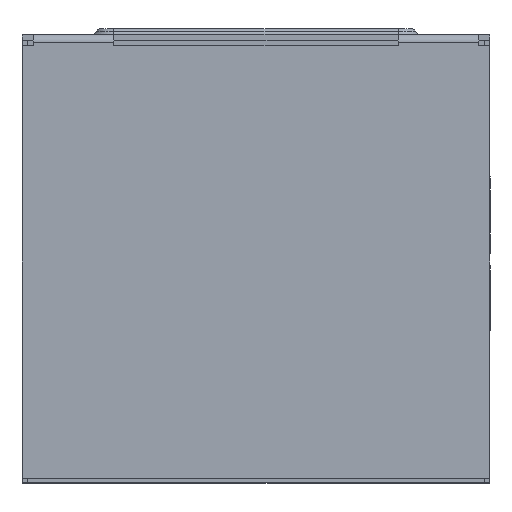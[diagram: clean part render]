
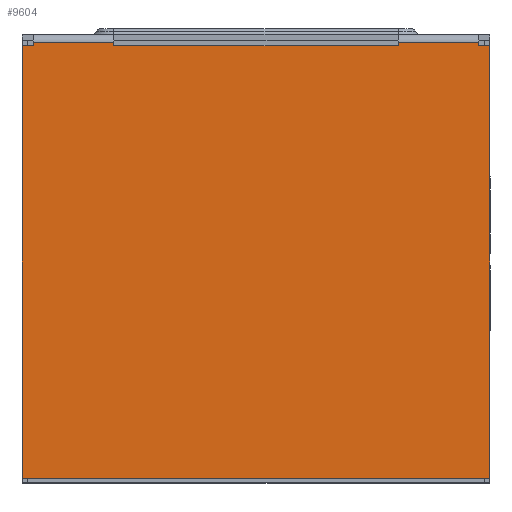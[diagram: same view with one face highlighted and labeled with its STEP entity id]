
A CAD part, top view. The second image highlights one B-rep face of the part: STEP entity #9604.
In plain terms, the highlighted planar face has unit normal (0, 0, 1).
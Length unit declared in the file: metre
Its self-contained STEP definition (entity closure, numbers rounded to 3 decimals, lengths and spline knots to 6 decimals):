
#839=LINE('',#17529,#1795);
#841=LINE('',#17538,#1797);
#852=LINE('',#17559,#1808);
#853=LINE('',#17561,#1809);
#854=LINE('',#17563,#1810);
#855=LINE('',#17565,#1811);
#856=LINE('',#17567,#1812);
#857=LINE('',#17569,#1813);
#858=LINE('',#17571,#1814);
#859=LINE('',#17573,#1815);
#860=LINE('',#17574,#1816);
#861=LINE('',#17576,#1817);
#1795=VECTOR('',#14647,1.);
#1797=VECTOR('',#14655,1.);
#1808=VECTOR('',#14670,1.);
#1809=VECTOR('',#14671,1.);
#1810=VECTOR('',#14672,1.);
#1811=VECTOR('',#14673,1.);
#1812=VECTOR('',#14674,1.);
#1813=VECTOR('',#14675,1.);
#1814=VECTOR('',#14676,1.);
#1815=VECTOR('',#14677,1.);
#1816=VECTOR('',#14678,1.);
#1817=VECTOR('',#14679,1.);
#3677=ORIENTED_EDGE('',*,*,#5684,.T.);
#3678=ORIENTED_EDGE('',*,*,#5673,.T.);
#3679=ORIENTED_EDGE('',*,*,#5685,.T.);
#3680=ORIENTED_EDGE('',*,*,#5686,.T.);
#3681=ORIENTED_EDGE('',*,*,#5687,.T.);
#3682=ORIENTED_EDGE('',*,*,#5688,.T.);
#3683=ORIENTED_EDGE('',*,*,#5689,.T.);
#3684=ORIENTED_EDGE('',*,*,#5690,.T.);
#3685=ORIENTED_EDGE('',*,*,#5691,.T.);
#3686=ORIENTED_EDGE('',*,*,#5669,.T.);
#3687=ORIENTED_EDGE('',*,*,#5692,.T.);
#3688=ORIENTED_EDGE('',*,*,#5693,.T.);
#5669=EDGE_CURVE('',#6769,#6771,#839,.T.);
#5673=EDGE_CURVE('',#6773,#6775,#841,.T.);
#5684=EDGE_CURVE('',#6784,#6773,#852,.T.);
#5685=EDGE_CURVE('',#6775,#6785,#853,.T.);
#5686=EDGE_CURVE('',#6785,#6786,#854,.T.);
#5687=EDGE_CURVE('',#6786,#6787,#855,.T.);
#5688=EDGE_CURVE('',#6787,#6788,#856,.T.);
#5689=EDGE_CURVE('',#6788,#6789,#857,.T.);
#5690=EDGE_CURVE('',#6789,#6790,#858,.T.);
#5691=EDGE_CURVE('',#6790,#6769,#859,.T.);
#5692=EDGE_CURVE('',#6771,#6791,#860,.T.);
#5693=EDGE_CURVE('',#6791,#6784,#861,.T.);
#6769=VERTEX_POINT('',#17524);
#6771=VERTEX_POINT('',#17528);
#6773=VERTEX_POINT('',#17533);
#6775=VERTEX_POINT('',#17537);
#6784=VERTEX_POINT('',#17560);
#6785=VERTEX_POINT('',#17562);
#6786=VERTEX_POINT('',#17564);
#6787=VERTEX_POINT('',#17566);
#6788=VERTEX_POINT('',#17568);
#6789=VERTEX_POINT('',#17570);
#6790=VERTEX_POINT('',#17572);
#6791=VERTEX_POINT('',#17575);
#7650=EDGE_LOOP('',(#3677,#3678,#3679,#3680,#3681,#3682,#3683,#3684,#3685,
#3686,#3687,#3688));
#8239=FACE_BOUND('',#7650,.T.);
#8718=PLANE('',#13245);
#9604=ADVANCED_FACE('',(#8239),#8718,.T.);
#13245=AXIS2_PLACEMENT_3D('',#17558,#14668,#14669);
#14647=DIRECTION('',(-1.,0.,0.));
#14655=DIRECTION('',(-1.,0.,0.));
#14668=DIRECTION('',(0.,0.,1.));
#14669=DIRECTION('',(1.,0.,0.));
#14670=DIRECTION('',(0.,1.,0.));
#14671=DIRECTION('',(0.,-1.,0.));
#14672=DIRECTION('',(-1.,0.,0.));
#14673=DIRECTION('',(0.,-1.,0.));
#14674=DIRECTION('',(1.,0.,0.));
#14675=DIRECTION('',(0.,1.,0.));
#14676=DIRECTION('',(-1.,0.,0.));
#14677=DIRECTION('',(0.,1.,0.));
#14678=DIRECTION('',(0.,-1.,0.));
#14679=DIRECTION('',(-1.,0.,0.));
#17524=CARTESIAN_POINT('',(0.007825,0.006592,0.0123));
#17528=CARTESIAN_POINT('',(0.005,0.006592,0.0123));
#17529=CARTESIAN_POINT('',(-0.007825,0.006592,0.0123));
#17533=CARTESIAN_POINT('',(-0.005,0.006592,0.0123));
#17537=CARTESIAN_POINT('',(-0.007825,0.006592,0.0123));
#17538=CARTESIAN_POINT('',(-0.007825,0.006592,0.0123));
#17558=CARTESIAN_POINT('',(0.,-0.001,0.0123));
#17559=CARTESIAN_POINT('',(-0.005,0.006875,0.0123));
#17560=CARTESIAN_POINT('',(-0.005,0.006475,0.0123));
#17561=CARTESIAN_POINT('',(-0.007825,0.006875,0.0123));
#17562=CARTESIAN_POINT('',(-0.007825,0.006475,0.0123));
#17563=CARTESIAN_POINT('',(0.,0.006475,0.0123));
#17564=CARTESIAN_POINT('',(-0.008225,0.006475,0.0123));
#17565=CARTESIAN_POINT('',(-0.008225,-0.008725,0.0123));
#17566=CARTESIAN_POINT('',(-0.008225,-0.008725,0.0123));
#17567=CARTESIAN_POINT('',(-0.008225,-0.008725,0.0123));
#17568=CARTESIAN_POINT('',(0.008225,-0.008725,0.0123));
#17569=CARTESIAN_POINT('',(0.008225,-0.008725,0.0123));
#17570=CARTESIAN_POINT('',(0.008225,0.006475,0.0123));
#17571=CARTESIAN_POINT('',(0.,0.006475,0.0123));
#17572=CARTESIAN_POINT('',(0.007825,0.006475,0.0123));
#17573=CARTESIAN_POINT('',(0.007825,0.006875,0.0123));
#17574=CARTESIAN_POINT('',(0.005,0.006475,0.0123));
#17575=CARTESIAN_POINT('',(0.005,0.006475,0.0123));
#17576=CARTESIAN_POINT('',(-0.005,0.006475,0.0123));
